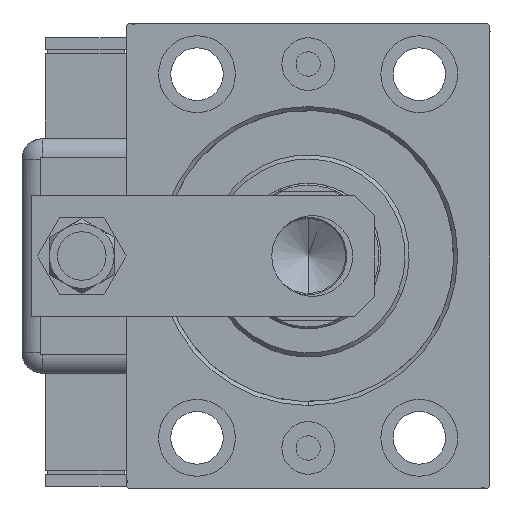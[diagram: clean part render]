
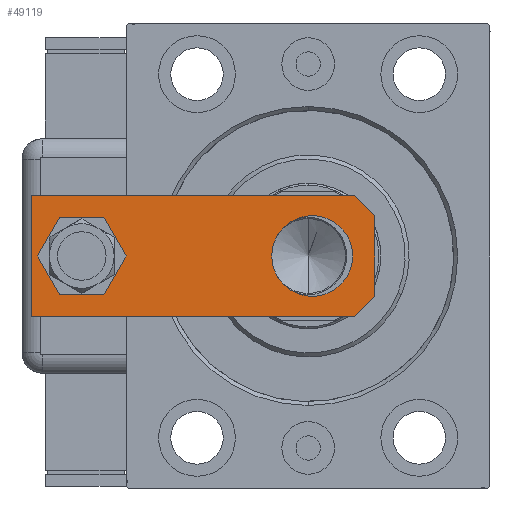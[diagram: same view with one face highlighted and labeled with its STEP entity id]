
A CAD part, left-side view. The second image highlights one B-rep face of the part: STEP entity #49119.
In plain terms, the highlighted face is planar.
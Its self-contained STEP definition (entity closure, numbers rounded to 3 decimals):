
#1696 = CARTESIAN_POINT ( 'NONE',  ( -15., 85., 0. ) ) ;
#1729 = EDGE_CURVE ( 'NONE', #44820, #4988, #32826, .T. ) ;
#3159 = EDGE_CURVE ( 'NONE', #14741, #22376, #47645, .T. ) ;
#3290 = CIRCLE ( 'NONE', #20555, 10. ) ;
#3411 = FACE_BOUND ( 'NONE', #9190, .T. ) ;
#4584 = FACE_BOUND ( 'NONE', #46343, .T. ) ;
#4988 = VERTEX_POINT ( 'NONE', #13688 ) ;
#5447 = CIRCLE ( 'NONE', #8338, 7. ) ;
#7148 = VECTOR ( 'NONE', #38762, 1000. ) ;
#7291 = CARTESIAN_POINT ( 'NONE',  ( -10., 15.5, 0. ) ) ;
#8086 = CARTESIAN_POINT ( 'NONE',  ( -10., 0., 0. ) ) ;
#8338 = AXIS2_PLACEMENT_3D ( 'NONE', #55765, #9700, #28072 ) ;
#8678 = DIRECTION ( 'NONE',  ( 0., 0., 1. ) ) ;
#9190 = EDGE_LOOP ( 'NONE', ( #54462, #17197 ) ) ;
#9460 = CARTESIAN_POINT ( 'NONE',  ( 10., 15.5, 0. ) ) ;
#9564 = VERTEX_POINT ( 'NONE', #7291 ) ;
#9700 = DIRECTION ( 'NONE',  ( 0., 0., 1. ) ) ;
#10405 = ORIENTED_EDGE ( 'NONE', *, *, #3159, .F. ) ;
#11360 = LINE ( 'NONE', #17354, #35962 ) ;
#13402 = CARTESIAN_POINT ( 'NONE',  ( 0., 15.5, 0. ) ) ;
#13497 = CARTESIAN_POINT ( 'NONE',  ( 0., 15.5, 0. ) ) ;
#13688 = CARTESIAN_POINT ( 'NONE',  ( 10., 0., 0. ) ) ;
#13769 = CARTESIAN_POINT ( 'NONE',  ( 15., 5., 0. ) ) ;
#13869 = CARTESIAN_POINT ( 'NONE',  ( 15., 5., 0. ) ) ;
#14741 = VERTEX_POINT ( 'NONE', #1696 ) ;
#16532 = DIRECTION ( 'NONE',  ( -0.707, 0.707, 0. ) ) ;
#17012 = EDGE_CURVE ( 'NONE', #9564, #44221, #36555, .T. ) ;
#17197 = ORIENTED_EDGE ( 'NONE', *, *, #52125, .T. ) ;
#17354 = CARTESIAN_POINT ( 'NONE',  ( 15., 0., 0. ) ) ;
#17717 = ORIENTED_EDGE ( 'NONE', *, *, #1729, .T. ) ;
#20086 = ORIENTED_EDGE ( 'NONE', *, *, #53164, .F. ) ;
#20555 = AXIS2_PLACEMENT_3D ( 'NONE', #13402, #22440, #58568 ) ;
#21462 = LINE ( 'NONE', #44344, #28542 ) ;
#21565 = DIRECTION ( 'NONE',  ( 0., 1., 0. ) ) ;
#22376 = VERTEX_POINT ( 'NONE', #37212 ) ;
#22440 = DIRECTION ( 'NONE',  ( 0., 0., 1. ) ) ;
#23707 = EDGE_LOOP ( 'NONE', ( #56827, #27271, #10405, #43489, #20086, #17717 ) ) ;
#24778 = DIRECTION ( 'NONE',  ( 0., -1., 0. ) ) ;
#27139 = VERTEX_POINT ( 'NONE', #36497 ) ;
#27271 = ORIENTED_EDGE ( 'NONE', *, *, #31818, .T. ) ;
#28072 = DIRECTION ( 'NONE',  ( 1., 0., 0. ) ) ;
#28216 = CIRCLE ( 'NONE', #39770, 7. ) ;
#28542 = VECTOR ( 'NONE', #31691, 1000. ) ;
#28707 = VERTEX_POINT ( 'NONE', #38737 ) ;
#31340 = VERTEX_POINT ( 'NONE', #59467 ) ;
#31691 = DIRECTION ( 'NONE',  ( -1., 0., 0. ) ) ;
#31818 = EDGE_CURVE ( 'NONE', #28707, #22376, #44217, .T. ) ;
#32126 = CARTESIAN_POINT ( 'NONE',  ( 0., 72.5, 0. ) ) ;
#32826 = LINE ( 'NONE', #13869, #41984 ) ;
#32877 = VERTEX_POINT ( 'NONE', #44090 ) ;
#35611 = AXIS2_PLACEMENT_3D ( 'NONE', #13497, #8678, #45987 ) ;
#35962 = VECTOR ( 'NONE', #21565, 1000. ) ;
#36497 = CARTESIAN_POINT ( 'NONE',  ( 15., 85., 0. ) ) ;
#36555 = CIRCLE ( 'NONE', #35611, 10. ) ;
#37212 = CARTESIAN_POINT ( 'NONE',  ( -15., 5., 0. ) ) ;
#38172 = CARTESIAN_POINT ( 'NONE',  ( -15., 0., 0. ) ) ;
#38737 = CARTESIAN_POINT ( 'NONE',  ( -10., 0., 0. ) ) ;
#38762 = DIRECTION ( 'NONE',  ( 1., 0., 0. ) ) ;
#39770 = AXIS2_PLACEMENT_3D ( 'NONE', #32126, #45676, #43677 ) ;
#39901 = ORIENTED_EDGE ( 'NONE', *, *, #17012, .T. ) ;
#40639 = AXIS2_PLACEMENT_3D ( 'NONE', #55169, #49448, #49757 ) ;
#40977 = EDGE_CURVE ( 'NONE', #27139, #14741, #21462, .T. ) ;
#41030 = FACE_OUTER_BOUND ( 'NONE', #23707, .T. ) ;
#41852 = EDGE_CURVE ( 'NONE', #31340, #32877, #5447, .T. ) ;
#41984 = VECTOR ( 'NONE', #56825, 1000. ) ;
#42682 = LINE ( 'NONE', #38172, #7148 ) ;
#43026 = VECTOR ( 'NONE', #24778, 1000. ) ;
#43489 = ORIENTED_EDGE ( 'NONE', *, *, #40977, .F. ) ;
#43677 = DIRECTION ( 'NONE',  ( 1., 0., 0. ) ) ;
#44090 = CARTESIAN_POINT ( 'NONE',  ( 7., 72.5, 0. ) ) ;
#44217 = LINE ( 'NONE', #8086, #54240 ) ;
#44221 = VERTEX_POINT ( 'NONE', #9460 ) ;
#44344 = CARTESIAN_POINT ( 'NONE',  ( 15., 85., 0. ) ) ;
#44820 = VERTEX_POINT ( 'NONE', #13769 ) ;
#45676 = DIRECTION ( 'NONE',  ( 0., 0., 1. ) ) ;
#45987 = DIRECTION ( 'NONE',  ( 1., 0., 0. ) ) ;
#46343 = EDGE_LOOP ( 'NONE', ( #39901, #54375 ) ) ;
#47645 = LINE ( 'NONE', #56979, #43026 ) ;
#49119 = ADVANCED_FACE ( 'NONE', ( #41030, #3411, #4584 ), #58496, .F. ) ;
#49448 = DIRECTION ( 'NONE',  ( 0., 0., 1. ) ) ;
#49757 = DIRECTION ( 'NONE',  ( 1., 0., 0. ) ) ;
#52125 = EDGE_CURVE ( 'NONE', #32877, #31340, #28216, .T. ) ;
#52311 = EDGE_CURVE ( 'NONE', #44221, #9564, #3290, .T. ) ;
#53164 = EDGE_CURVE ( 'NONE', #44820, #27139, #11360, .T. ) ;
#53921 = EDGE_CURVE ( 'NONE', #28707, #4988, #42682, .T. ) ;
#54240 = VECTOR ( 'NONE', #16532, 1000. ) ;
#54375 = ORIENTED_EDGE ( 'NONE', *, *, #52311, .T. ) ;
#54462 = ORIENTED_EDGE ( 'NONE', *, *, #41852, .T. ) ;
#55169 = CARTESIAN_POINT ( 'NONE',  ( 0., 0., 0. ) ) ;
#55765 = CARTESIAN_POINT ( 'NONE',  ( 0., 72.5, 0. ) ) ;
#56825 = DIRECTION ( 'NONE',  ( -0.707, -0.707, 0. ) ) ;
#56827 = ORIENTED_EDGE ( 'NONE', *, *, #53921, .F. ) ;
#56979 = CARTESIAN_POINT ( 'NONE',  ( -15., 85., 0. ) ) ;
#58496 = PLANE ( 'NONE',  #40639 ) ;
#58568 = DIRECTION ( 'NONE',  ( 1., 0., 0. ) ) ;
#59467 = CARTESIAN_POINT ( 'NONE',  ( -7., 72.5, 0. ) ) ;
